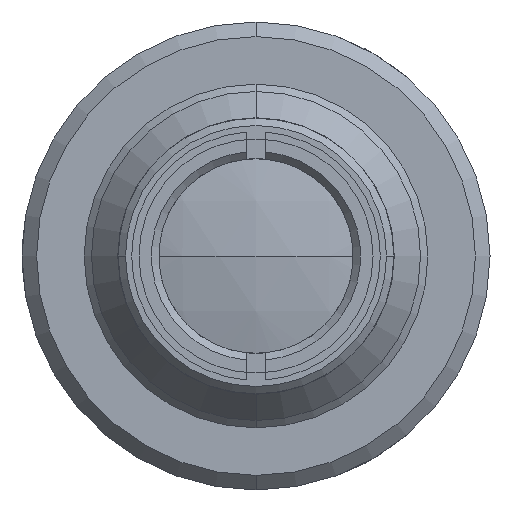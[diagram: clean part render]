
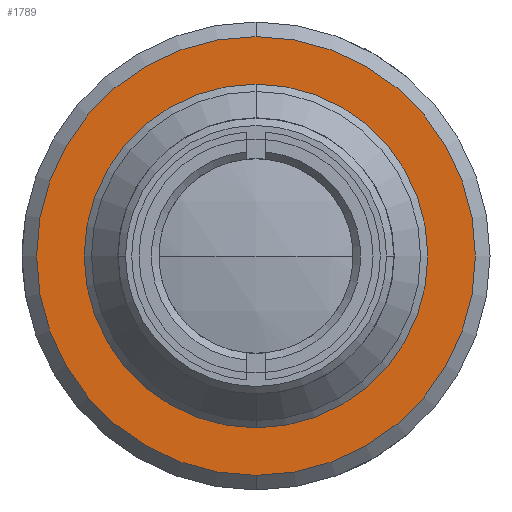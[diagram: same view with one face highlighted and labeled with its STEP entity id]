
A CAD part, left-side view. The second image highlights one B-rep face of the part: STEP entity #1789.
In plain terms, the highlighted planar face has unit normal (-1, 0, 0).
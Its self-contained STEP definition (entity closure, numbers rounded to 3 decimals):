
#396 = EDGE_LOOP ( 'NONE', ( #2216, #417 ) ) ;
#417 = ORIENTED_EDGE ( 'NONE', *, *, #1229, .T. ) ;
#439 = CARTESIAN_POINT ( 'NONE',  ( 64.135, 0., 0. ) ) ;
#465 = AXIS2_PLACEMENT_3D ( 'NONE', #908, #962, #2795 ) ;
#516 = FACE_OUTER_BOUND ( 'NONE', #396, .T. ) ;
#623 = VERTEX_POINT ( 'NONE', #2839 ) ;
#627 = AXIS2_PLACEMENT_3D ( 'NONE', #1883, #798, #4165 ) ;
#754 = CIRCLE ( 'NONE', #3552, 23.5 ) ;
#798 = DIRECTION ( 'NONE',  ( -1., 0., 0. ) ) ;
#908 = CARTESIAN_POINT ( 'NONE',  ( 64.135, 32., 0. ) ) ;
#962 = DIRECTION ( 'NONE',  ( 1., 0., 0. ) ) ;
#1229 = EDGE_CURVE ( 'NONE', #3235, #2035, #1746, .T. ) ;
#1236 = DIRECTION ( 'NONE',  ( -1., 0., 0. ) ) ;
#1302 = DIRECTION ( 'NONE',  ( 0., 0., -1. ) ) ;
#1594 = ORIENTED_EDGE ( 'NONE', *, *, #3441, .T. ) ;
#1732 = CIRCLE ( 'NONE', #627, 30. ) ;
#1746 = CIRCLE ( 'NONE', #4462, 30. ) ;
#1789 = ADVANCED_FACE ( 'NONE', ( #516, #3936 ), #2021, .F. ) ;
#1883 = CARTESIAN_POINT ( 'NONE',  ( 64.135, 0., 0. ) ) ;
#2021 = PLANE ( 'NONE',  #465 ) ;
#2035 = VERTEX_POINT ( 'NONE', #3903 ) ;
#2216 = ORIENTED_EDGE ( 'NONE', *, *, #2417, .T. ) ;
#2252 = CARTESIAN_POINT ( 'NONE',  ( 64.135, 0., 23.5 ) ) ;
#2417 = EDGE_CURVE ( 'NONE', #2035, #3235, #1732, .T. ) ;
#2437 = AXIS2_PLACEMENT_3D ( 'NONE', #3493, #2754, #2782 ) ;
#2439 = CARTESIAN_POINT ( 'NONE',  ( 64.135, 0., 30. ) ) ;
#2754 = DIRECTION ( 'NONE',  ( 1., 0., 0. ) ) ;
#2782 = DIRECTION ( 'NONE',  ( 0., 0., -1. ) ) ;
#2795 = DIRECTION ( 'NONE',  ( 0., 0., -1. ) ) ;
#2839 = CARTESIAN_POINT ( 'NONE',  ( 64.135, 0., -23.5 ) ) ;
#3169 = CARTESIAN_POINT ( 'NONE',  ( 64.135, 0., 0. ) ) ;
#3235 = VERTEX_POINT ( 'NONE', #2439 ) ;
#3331 = CIRCLE ( 'NONE', #2437, 23.5 ) ;
#3441 = EDGE_CURVE ( 'NONE', #623, #4017, #3331, .T. ) ;
#3460 = DIRECTION ( 'NONE',  ( 0., 0., -1. ) ) ;
#3493 = CARTESIAN_POINT ( 'NONE',  ( 64.135, 0., 0. ) ) ;
#3552 = AXIS2_PLACEMENT_3D ( 'NONE', #3169, #4246, #1302 ) ;
#3903 = CARTESIAN_POINT ( 'NONE',  ( 64.135, 0., -30. ) ) ;
#3936 = FACE_BOUND ( 'NONE', #4648, .T. ) ;
#4017 = VERTEX_POINT ( 'NONE', #2252 ) ;
#4165 = DIRECTION ( 'NONE',  ( 0., 0., -1. ) ) ;
#4219 = ORIENTED_EDGE ( 'NONE', *, *, #4874, .T. ) ;
#4246 = DIRECTION ( 'NONE',  ( 1., 0., 0. ) ) ;
#4462 = AXIS2_PLACEMENT_3D ( 'NONE', #439, #1236, #3460 ) ;
#4648 = EDGE_LOOP ( 'NONE', ( #1594, #4219 ) ) ;
#4874 = EDGE_CURVE ( 'NONE', #4017, #623, #754, .T. ) ;
